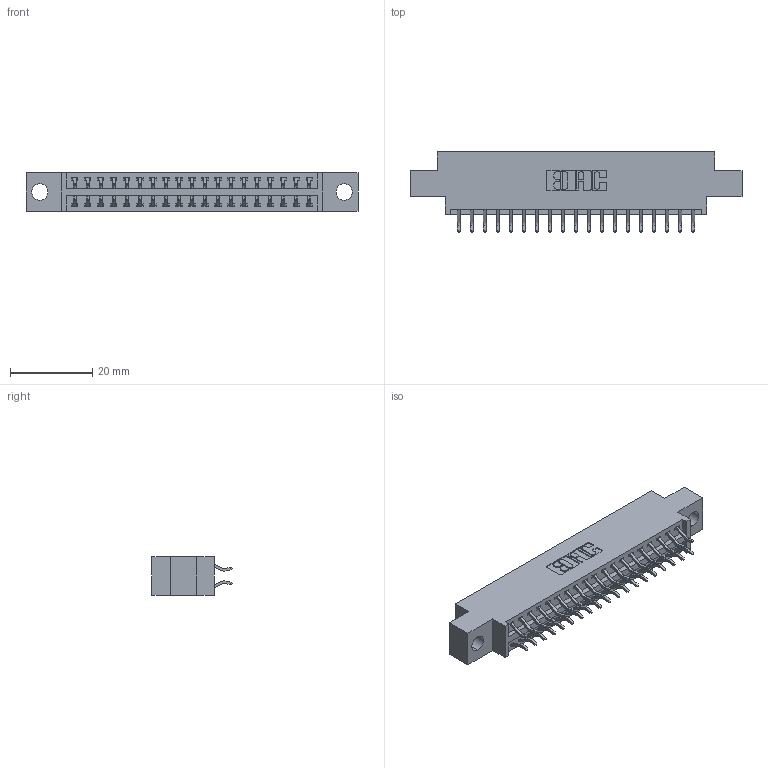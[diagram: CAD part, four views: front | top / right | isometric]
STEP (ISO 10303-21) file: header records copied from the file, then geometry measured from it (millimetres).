
FILE_DESCRIPTION (( 'STEP AP203' ), '1' );
FILE_NAME ('396-038-556-804.STEP', '2018-09-06T08:57:03', ( '' ), ( '' ), 'SwSTEP 2.0', 'SolidWorks 2016', '' );
FILE_SCHEMA (( 'CONFIG_CONTROL_DESIGN' ));
Length unit declared in the file: inch
Products named in the file (3): 346 Part_0.170 Offset - 0.156 Dia-TH; 345-292-001_556 Tail; 396-038-556-804
Assembly tree (39 placements, depth 2):
  396-038-556-804
    346 Part_0.170 Offset - 0.156 Dia-TH
    345-292-001_556 Tail  x38
Bounding box: 80.9 x 19.57 x 9.4 mm (x, y, z)
Volume: 7466 mm3; surface area: 9858.8 mm2
Topology: 39 solids, 39 shells, 2330 faces, 6915 edges, 4558 vertices
Faces by surface type: plane 1562, cylinder 768
Entity records: 15851 total; most frequent: CARTESIAN_POINT 2660, ORIENTED_EDGE 2582, DIRECTION 2383, EDGE_CURVE 1291, LINE 1075, VECTOR 1075, VERTEX_POINT 858, AXIS2_PLACEMENT_3D 654
